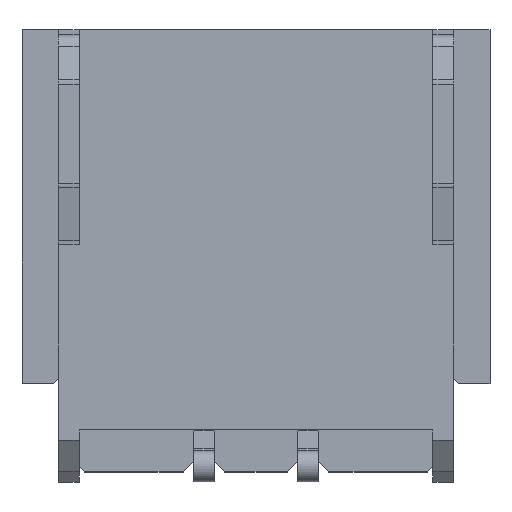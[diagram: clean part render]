
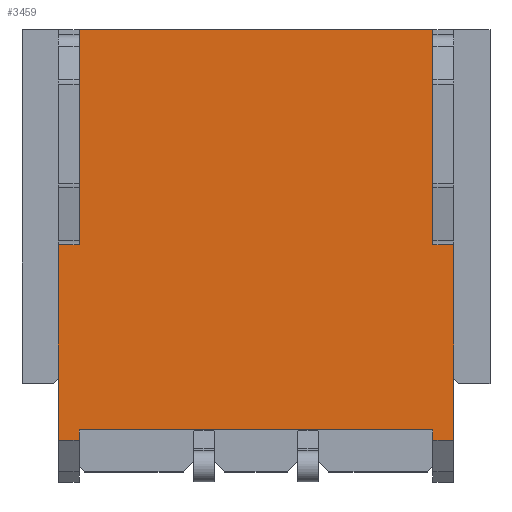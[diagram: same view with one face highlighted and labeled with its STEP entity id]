
A CAD part, top view. The second image highlights one B-rep face of the part: STEP entity #3459.
In plain terms, the highlighted planar face has unit normal (0, 0, 1).
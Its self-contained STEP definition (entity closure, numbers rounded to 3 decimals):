
#699=DIRECTION('',(1.,0.,0.));
#700=VECTOR('',#699,3.4);
#701=CARTESIAN_POINT('',(-1.7,4.25,1.55));
#702=LINE('',#701,#700);
#885=DIRECTION('',(0.,1.,0.));
#886=VECTOR('',#885,0.1);
#887=CARTESIAN_POINT('',(1.7,0.3,1.55));
#888=LINE('',#887,#886);
#927=DIRECTION('',(0.,1.,0.));
#928=VECTOR('',#927,1.913);
#929=CARTESIAN_POINT('',(1.7,2.182,1.55));
#930=LINE('',#929,#928);
#949=DIRECTION('',(-1.,0.,0.));
#950=VECTOR('',#949,0.2);
#951=CARTESIAN_POINT('',(1.9,2.182,1.55));
#952=LINE('',#951,#950);
#953=DIRECTION('',(1.,0.,0.));
#954=VECTOR('',#953,0.2);
#955=CARTESIAN_POINT('',(1.7,0.3,1.55));
#956=LINE('',#955,#954);
#957=DIRECTION('',(1.,0.,0.));
#958=VECTOR('',#957,3.4);
#959=CARTESIAN_POINT('',(-1.7,0.4,1.55));
#960=LINE('',#959,#958);
#961=DIRECTION('',(-1.,0.,0.));
#962=VECTOR('',#961,0.2);
#963=CARTESIAN_POINT('',(-1.7,0.3,1.55));
#964=LINE('',#963,#962);
#965=DIRECTION('',(-1.,0.,0.));
#966=VECTOR('',#965,0.2);
#967=CARTESIAN_POINT('',(-1.7,2.182,1.55));
#968=LINE('',#967,#966);
#969=DIRECTION('',(0.,1.,0.));
#970=VECTOR('',#969,0.155);
#971=CARTESIAN_POINT('',(-1.7,4.095,1.55));
#972=LINE('',#971,#970);
#973=DIRECTION('',(0.,1.,0.));
#974=VECTOR('',#973,0.155);
#975=CARTESIAN_POINT('',(1.7,4.095,1.55));
#976=LINE('',#975,#974);
#1059=DIRECTION('',(0.,1.,0.));
#1060=VECTOR('',#1059,1.882);
#1061=CARTESIAN_POINT('',(1.9,0.3,1.55));
#1062=LINE('',#1061,#1060);
#1213=DIRECTION('',(0.,1.,0.));
#1214=VECTOR('',#1213,0.1);
#1215=CARTESIAN_POINT('',(-1.7,0.3,1.55));
#1216=LINE('',#1215,#1214);
#1257=DIRECTION('',(0.,-1.,0.));
#1258=VECTOR('',#1257,1.913);
#1259=CARTESIAN_POINT('',(-1.7,4.095,1.55));
#1260=LINE('',#1259,#1258);
#1307=DIRECTION('',(0.,1.,0.));
#1308=VECTOR('',#1307,1.882);
#1309=CARTESIAN_POINT('',(-1.9,0.3,1.55));
#1310=LINE('',#1309,#1308);
#1739=CARTESIAN_POINT('',(-1.7,4.25,1.55));
#1741=VERTEX_POINT('',#1739);
#1747=CARTESIAN_POINT('',(1.7,4.25,1.55));
#1749=VERTEX_POINT('',#1747);
#1919=CARTESIAN_POINT('',(-1.7,0.4,1.55));
#1921=VERTEX_POINT('',#1919);
#1931=CARTESIAN_POINT('',(-1.7,0.3,1.55));
#1932=VERTEX_POINT('',#1931);
#1947=CARTESIAN_POINT('',(-1.9,0.3,1.55));
#1948=VERTEX_POINT('',#1947);
#1949=CARTESIAN_POINT('',(-1.7,4.095,1.55));
#1951=VERTEX_POINT('',#1949);
#1975=CARTESIAN_POINT('',(-1.9,2.182,1.55));
#1977=VERTEX_POINT('',#1975);
#1979=CARTESIAN_POINT('',(-1.7,2.182,1.55));
#1980=VERTEX_POINT('',#1979);
#1999=CARTESIAN_POINT('',(1.7,0.3,1.55));
#2000=CARTESIAN_POINT('',(1.7,0.4,1.55));
#2001=VERTEX_POINT('',#1999);
#2002=VERTEX_POINT('',#2000);
#2023=CARTESIAN_POINT('',(1.9,0.3,1.55));
#2024=VERTEX_POINT('',#2023);
#2025=CARTESIAN_POINT('',(1.7,2.182,1.55));
#2027=VERTEX_POINT('',#2025);
#2030=CARTESIAN_POINT('',(1.9,2.182,1.55));
#2032=VERTEX_POINT('',#2030);
#2061=CARTESIAN_POINT('',(1.7,4.095,1.55));
#2062=VERTEX_POINT('',#2061);
#3430=CARTESIAN_POINT('',(-2.25,0.,1.55));
#3431=DIRECTION('',(0.,0.,1.));
#3432=DIRECTION('',(1.,0.,0.));
#3433=AXIS2_PLACEMENT_3D('',#3430,#3431,#3432);
#3434=PLANE('',#3433);
#3436=ORIENTED_EDGE('',*,*,#3435,.F.);
#3438=ORIENTED_EDGE('',*,*,#3437,.F.);
#3440=ORIENTED_EDGE('',*,*,#3439,.F.);
#3441=ORIENTED_EDGE('',*,*,#3372,.T.);
#3442=ORIENTED_EDGE('',*,*,#2384,.F.);
#3444=ORIENTED_EDGE('',*,*,#3443,.F.);
#3446=ORIENTED_EDGE('',*,*,#3445,.T.);
#3448=ORIENTED_EDGE('',*,*,#3447,.T.);
#3450=ORIENTED_EDGE('',*,*,#3449,.F.);
#3452=ORIENTED_EDGE('',*,*,#3451,.F.);
#3453=ORIENTED_EDGE('',*,*,#3170,.T.);
#3454=ORIENTED_EDGE('',*,*,#3121,.T.);
#3455=ORIENTED_EDGE('',*,*,#3324,.F.);
#3456=ORIENTED_EDGE('',*,*,#3417,.F.);
#3457=EDGE_LOOP('',(#3436,#3438,#3440,#3441,#3442,#3444,#3446,#3448,#3450,#3452,
#3453,#3454,#3455,#3456));
#3458=FACE_OUTER_BOUND('',#3457,.F.);
#2384=EDGE_CURVE('',#1921,#2002,#960,.T.);
#3121=EDGE_CURVE('',#1741,#1749,#702,.T.);
#3170=EDGE_CURVE('',#1951,#1741,#972,.T.);
#3324=EDGE_CURVE('',#2062,#1749,#976,.T.);
#3372=EDGE_CURVE('',#2001,#2002,#888,.T.);
#3417=EDGE_CURVE('',#2027,#2062,#930,.T.);
#3435=EDGE_CURVE('',#2032,#2027,#952,.T.);
#3437=EDGE_CURVE('',#2024,#2032,#1062,.T.);
#3439=EDGE_CURVE('',#2001,#2024,#956,.T.);
#3443=EDGE_CURVE('',#1932,#1921,#1216,.T.);
#3445=EDGE_CURVE('',#1932,#1948,#964,.T.);
#3447=EDGE_CURVE('',#1948,#1977,#1310,.T.);
#3449=EDGE_CURVE('',#1980,#1977,#968,.T.);
#3451=EDGE_CURVE('',#1951,#1980,#1260,.T.);
#3459=ADVANCED_FACE('',(#3458),#3434,.T.);
